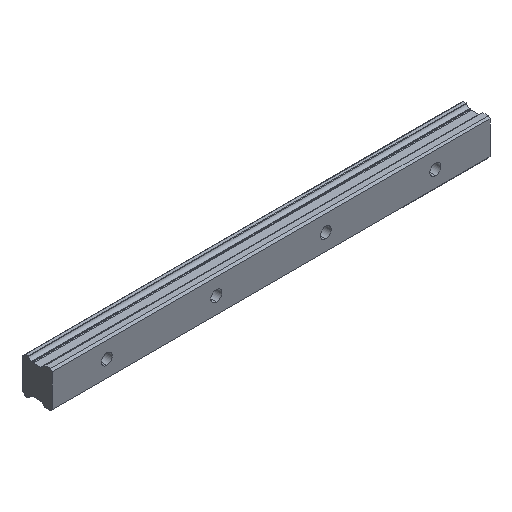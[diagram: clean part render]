
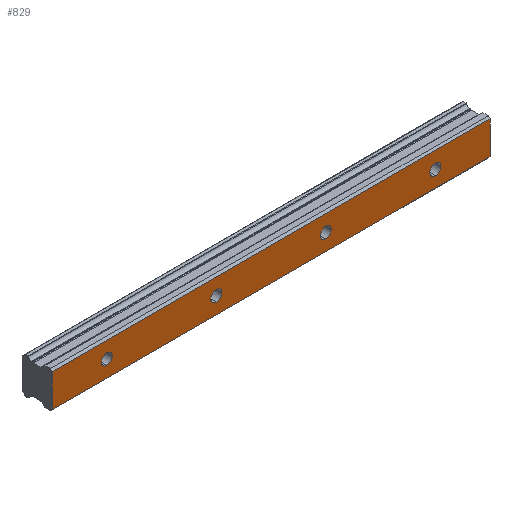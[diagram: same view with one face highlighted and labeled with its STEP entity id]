
A CAD part, isometric view. The second image highlights one B-rep face of the part: STEP entity #829.
In plain terms, the highlighted planar face has unit normal (0, -1, 0).
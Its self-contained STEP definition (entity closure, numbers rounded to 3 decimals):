
#4 = FACE_BOUND ( 'NONE', #1694, .T. ) ;
#19 = ORIENTED_EDGE ( 'NONE', *, *, #816, .F. ) ;
#21 = CARTESIAN_POINT ( 'NONE',  ( 0., 0., 0. ) ) ;
#62 = AXIS2_PLACEMENT_3D ( 'NONE', #1420, #1701, #103 ) ;
#63 = AXIS2_PLACEMENT_3D ( 'NONE', #1301, #558, #718 ) ;
#98 = CARTESIAN_POINT ( 'NONE',  ( -30., 0., 9. ) ) ;
#103 = DIRECTION ( 'NONE',  ( 0., 0., 1. ) ) ;
#109 = AXIS2_PLACEMENT_3D ( 'NONE', #929, #672, #480 ) ;
#156 = CARTESIAN_POINT ( 'NONE',  ( -30., 0., -9. ) ) ;
#169 = CARTESIAN_POINT ( 'NONE',  ( 210., 0., 9. ) ) ;
#176 = ORIENTED_EDGE ( 'NONE', *, *, #870, .F. ) ;
#190 = CARTESIAN_POINT ( 'NONE',  ( 210., 0., -9. ) ) ;
#201 = CIRCLE ( 'NONE', #109, 3. ) ;
#246 = AXIS2_PLACEMENT_3D ( 'NONE', #1547, #1863, #692 ) ;
#253 = PLANE ( 'NONE',  #579 ) ;
#265 = EDGE_CURVE ( 'NONE', #471, #1554, #1034, .T. ) ;
#272 = EDGE_LOOP ( 'NONE', ( #1778, #1639 ) ) ;
#279 = LINE ( 'NONE', #1433, #796 ) ;
#281 = CIRCLE ( 'NONE', #1428, 3. ) ;
#295 = LINE ( 'NONE', #190, #664 ) ;
#324 = CARTESIAN_POINT ( 'NONE',  ( 210., 0., 9. ) ) ;
#341 = CARTESIAN_POINT ( 'NONE',  ( 120., 0., 3. ) ) ;
#346 = VERTEX_POINT ( 'NONE', #1486 ) ;
#354 = CARTESIAN_POINT ( 'NONE',  ( 180., 0., 0. ) ) ;
#360 = CIRCLE ( 'NONE', #246, 3. ) ;
#363 = EDGE_CURVE ( 'NONE', #603, #841, #936, .T. ) ;
#367 = ORIENTED_EDGE ( 'NONE', *, *, #1051, .F. ) ;
#379 = EDGE_CURVE ( 'NONE', #1554, #471, #360, .T. ) ;
#401 = FACE_BOUND ( 'NONE', #912, .T. ) ;
#424 = VECTOR ( 'NONE', #1709, 1000. ) ;
#435 = DIRECTION ( 'NONE',  ( 0., -1., 0. ) ) ;
#458 = ORIENTED_EDGE ( 'NONE', *, *, #363, .F. ) ;
#464 = CIRCLE ( 'NONE', #560, 3. ) ;
#470 = CARTESIAN_POINT ( 'NONE',  ( 120., 0., -3. ) ) ;
#471 = VERTEX_POINT ( 'NONE', #1242 ) ;
#480 = DIRECTION ( 'NONE',  ( 0., 0., 1. ) ) ;
#520 = VERTEX_POINT ( 'NONE', #156 ) ;
#548 = FACE_BOUND ( 'NONE', #272, .T. ) ;
#558 = DIRECTION ( 'NONE',  ( 0., -1., 0. ) ) ;
#560 = AXIS2_PLACEMENT_3D ( 'NONE', #1526, #1334, #611 ) ;
#570 = FACE_BOUND ( 'NONE', #920, .T. ) ;
#575 = DIRECTION ( 'NONE',  ( -1., 0., 0. ) ) ;
#576 = AXIS2_PLACEMENT_3D ( 'NONE', #354, #1358, #1223 ) ;
#579 = AXIS2_PLACEMENT_3D ( 'NONE', #824, #1728, #1133 ) ;
#583 = EDGE_CURVE ( 'NONE', #1557, #520, #295, .T. ) ;
#586 = VERTEX_POINT ( 'NONE', #341 ) ;
#603 = VERTEX_POINT ( 'NONE', #1450 ) ;
#611 = DIRECTION ( 'NONE',  ( 0., 0., 1. ) ) ;
#664 = VECTOR ( 'NONE', #575, 1000. ) ;
#672 = DIRECTION ( 'NONE',  ( 0., -1., 0. ) ) ;
#692 = DIRECTION ( 'NONE',  ( 0., 0., 1. ) ) ;
#709 = CARTESIAN_POINT ( 'NONE',  ( 210., 0., 9. ) ) ;
#718 = DIRECTION ( 'NONE',  ( 0., 0., 1. ) ) ;
#719 = EDGE_LOOP ( 'NONE', ( #1353, #176, #1756, #1076 ) ) ;
#796 = VECTOR ( 'NONE', #1150, 1000. ) ;
#807 = CARTESIAN_POINT ( 'NONE',  ( 180., 0., 3. ) ) ;
#816 = EDGE_CURVE ( 'NONE', #586, #1002, #1707, .T. ) ;
#824 = CARTESIAN_POINT ( 'NONE',  ( 210., 0., 9. ) ) ;
#829 = ADVANCED_FACE ( 'NONE', ( #1163, #401, #4, #570, #548 ), #253, .F. ) ;
#837 = CARTESIAN_POINT ( 'NONE',  ( 60., 0., 0. ) ) ;
#841 = VERTEX_POINT ( 'NONE', #1425 ) ;
#851 = VECTOR ( 'NONE', #1172, 1000. ) ;
#858 = ORIENTED_EDGE ( 'NONE', *, *, #265, .F. ) ;
#870 = EDGE_CURVE ( 'NONE', #1771, #1557, #1738, .T. ) ;
#886 = DIRECTION ( 'NONE',  ( 0., 0., 1. ) ) ;
#888 = EDGE_CURVE ( 'NONE', #1464, #346, #1485, .T. ) ;
#912 = EDGE_LOOP ( 'NONE', ( #458, #367 ) ) ;
#920 = EDGE_LOOP ( 'NONE', ( #19, #1340 ) ) ;
#929 = CARTESIAN_POINT ( 'NONE',  ( 120., 0., 0. ) ) ;
#936 = CIRCLE ( 'NONE', #62, 3. ) ;
#1002 = VERTEX_POINT ( 'NONE', #470 ) ;
#1034 = CIRCLE ( 'NONE', #576, 3. ) ;
#1042 = EDGE_CURVE ( 'NONE', #1087, #1771, #1630, .T. ) ;
#1051 = EDGE_CURVE ( 'NONE', #841, #603, #281, .T. ) ;
#1076 = ORIENTED_EDGE ( 'NONE', *, *, #1342, .F. ) ;
#1087 = VERTEX_POINT ( 'NONE', #98 ) ;
#1133 = DIRECTION ( 'NONE',  ( 0., 0., 1. ) ) ;
#1150 = DIRECTION ( 'NONE',  ( 0., 0., 1. ) ) ;
#1163 = FACE_OUTER_BOUND ( 'NONE', #719, .T. ) ;
#1164 = ORIENTED_EDGE ( 'NONE', *, *, #379, .F. ) ;
#1172 = DIRECTION ( 'NONE',  ( 1., 0., 0. ) ) ;
#1185 = AXIS2_PLACEMENT_3D ( 'NONE', #837, #1418, #1880 ) ;
#1204 = EDGE_CURVE ( 'NONE', #1002, #586, #201, .T. ) ;
#1223 = DIRECTION ( 'NONE',  ( 0., 0., 1. ) ) ;
#1242 = CARTESIAN_POINT ( 'NONE',  ( 180., 0., -3. ) ) ;
#1301 = CARTESIAN_POINT ( 'NONE',  ( 120., 0., 0. ) ) ;
#1316 = CARTESIAN_POINT ( 'NONE',  ( 60., 0., 3. ) ) ;
#1334 = DIRECTION ( 'NONE',  ( 0., -1., 0. ) ) ;
#1340 = ORIENTED_EDGE ( 'NONE', *, *, #1204, .F. ) ;
#1342 = EDGE_CURVE ( 'NONE', #520, #1087, #279, .T. ) ;
#1353 = ORIENTED_EDGE ( 'NONE', *, *, #583, .F. ) ;
#1358 = DIRECTION ( 'NONE',  ( 0., -1., 0. ) ) ;
#1418 = DIRECTION ( 'NONE',  ( 0., -1., 0. ) ) ;
#1420 = CARTESIAN_POINT ( 'NONE',  ( 0., 0., 0. ) ) ;
#1425 = CARTESIAN_POINT ( 'NONE',  ( 0., 0., -3. ) ) ;
#1428 = AXIS2_PLACEMENT_3D ( 'NONE', #21, #435, #886 ) ;
#1433 = CARTESIAN_POINT ( 'NONE',  ( -30., 0., 9. ) ) ;
#1450 = CARTESIAN_POINT ( 'NONE',  ( 0., 0., 3. ) ) ;
#1464 = VERTEX_POINT ( 'NONE', #1316 ) ;
#1485 = CIRCLE ( 'NONE', #1185, 3. ) ;
#1486 = CARTESIAN_POINT ( 'NONE',  ( 60., 0., -3. ) ) ;
#1516 = EDGE_CURVE ( 'NONE', #346, #1464, #464, .T. ) ;
#1526 = CARTESIAN_POINT ( 'NONE',  ( 60., 0., 0. ) ) ;
#1547 = CARTESIAN_POINT ( 'NONE',  ( 180., 0., 0. ) ) ;
#1554 = VERTEX_POINT ( 'NONE', #807 ) ;
#1557 = VERTEX_POINT ( 'NONE', #1844 ) ;
#1630 = LINE ( 'NONE', #324, #851 ) ;
#1639 = ORIENTED_EDGE ( 'NONE', *, *, #1516, .F. ) ;
#1694 = EDGE_LOOP ( 'NONE', ( #1164, #858 ) ) ;
#1701 = DIRECTION ( 'NONE',  ( 0., -1., 0. ) ) ;
#1707 = CIRCLE ( 'NONE', #63, 3. ) ;
#1709 = DIRECTION ( 'NONE',  ( 0., 0., -1. ) ) ;
#1728 = DIRECTION ( 'NONE',  ( 0., 1., 0. ) ) ;
#1738 = LINE ( 'NONE', #709, #424 ) ;
#1756 = ORIENTED_EDGE ( 'NONE', *, *, #1042, .F. ) ;
#1771 = VERTEX_POINT ( 'NONE', #169 ) ;
#1778 = ORIENTED_EDGE ( 'NONE', *, *, #888, .F. ) ;
#1844 = CARTESIAN_POINT ( 'NONE',  ( 210., 0., -9. ) ) ;
#1863 = DIRECTION ( 'NONE',  ( 0., -1., 0. ) ) ;
#1880 = DIRECTION ( 'NONE',  ( 0., 0., 1. ) ) ;
